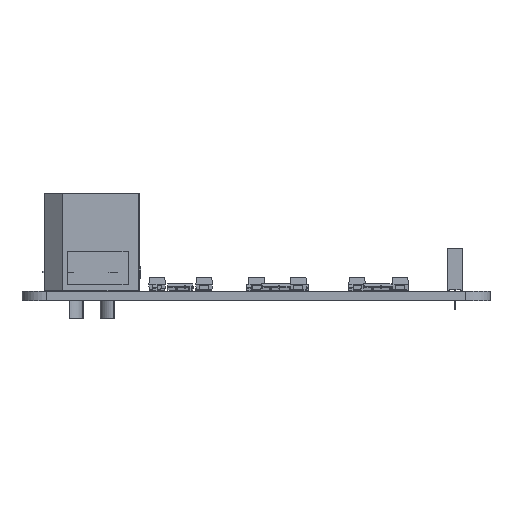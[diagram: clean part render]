
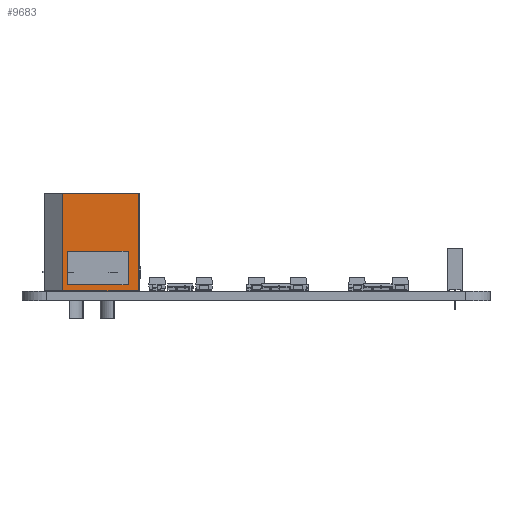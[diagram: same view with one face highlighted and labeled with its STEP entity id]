
A CAD part, left-side view. The second image highlights one B-rep face of the part: STEP entity #9683.
In plain terms, the highlighted face is planar.
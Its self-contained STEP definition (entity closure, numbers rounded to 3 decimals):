
#6423 = VERTEX_POINT('',#6424);
#6424 = CARTESIAN_POINT('',(-0.349,-4.05,6.5));
#6433 = PLANE('',#6434);
#6434 = AXIS2_PLACEMENT_3D('',#6435,#6436,#6437);
#6435 = CARTESIAN_POINT('',(-0.349,-4.05,1.));
#6436 = DIRECTION('',(-1.,0.,0.));
#6437 = DIRECTION('',(0.,0.,1.));
#6445 = PLANE('',#6446);
#6446 = AXIS2_PLACEMENT_3D('',#6447,#6448,#6449);
#6447 = CARTESIAN_POINT('',(-0.349,-4.05,6.5));
#6448 = DIRECTION('',(0.,0.,1.));
#6449 = DIRECTION('',(1.,0.,0.));
#6486 = VERTEX_POINT('',#6487);
#6487 = CARTESIAN_POINT('',(-0.349,-4.05,1.));
#6501 = PLANE('',#6502);
#6502 = AXIS2_PLACEMENT_3D('',#6503,#6504,#6505);
#6503 = CARTESIAN_POINT('',(9.651,-4.05,1.));
#6504 = DIRECTION('',(0.,0.,-1.));
#6505 = DIRECTION('',(-1.,0.,0.));
#6513 = EDGE_CURVE('',#6486,#6423,#6514,.T.);
#6514 = SURFACE_CURVE('',#6515,(#6519,#6526),.PCURVE_S1.);
#6515 = LINE('',#6516,#6517);
#6516 = CARTESIAN_POINT('',(-0.349,-4.05,0.5));
#6517 = VECTOR('',#6518,1.);
#6518 = DIRECTION('',(0.,0.,1.));
#6519 = PCURVE('',#6433,#6520);
#6520 = DEFINITIONAL_REPRESENTATION('',(#6521),#6525);
#6521 = LINE('',#6522,#6523);
#6522 = CARTESIAN_POINT('',(-0.5,0.));
#6523 = VECTOR('',#6524,1.);
#6524 = DIRECTION('',(1.,0.));
#6525 = ( GEOMETRIC_REPRESENTATION_CONTEXT(2) 
PARAMETRIC_REPRESENTATION_CONTEXT() REPRESENTATION_CONTEXT('2D SPACE',''
  ) );
#6526 = PCURVE('',#6527,#6532);
#6527 = PLANE('',#6528);
#6528 = AXIS2_PLACEMENT_3D('',#6529,#6530,#6531);
#6529 = CARTESIAN_POINT('',(-1.15,-4.05,0.));
#6530 = DIRECTION('',(0.,-1.,0.));
#6531 = DIRECTION('',(1.,0.,0.));
#6532 = DEFINITIONAL_REPRESENTATION('',(#6533),#6537);
#6533 = LINE('',#6534,#6535);
#6534 = CARTESIAN_POINT('',(0.801,0.5));
#6535 = VECTOR('',#6536,1.);
#6536 = DIRECTION('',(0.,1.));
#6537 = ( GEOMETRIC_REPRESENTATION_CONTEXT(2) 
PARAMETRIC_REPRESENTATION_CONTEXT() REPRESENTATION_CONTEXT('2D SPACE',''
  ) );
#6567 = VERTEX_POINT('',#6568);
#6568 = CARTESIAN_POINT('',(9.651,-4.05,1.));
#6582 = PLANE('',#6583);
#6583 = AXIS2_PLACEMENT_3D('',#6584,#6585,#6586);
#6584 = CARTESIAN_POINT('',(9.651,-4.05,6.5));
#6585 = DIRECTION('',(1.,0.,0.));
#6586 = DIRECTION('',(0.,0.,-1.));
#6594 = EDGE_CURVE('',#6567,#6486,#6595,.T.);
#6595 = SURFACE_CURVE('',#6596,(#6600,#6607),.PCURVE_S1.);
#6596 = LINE('',#6597,#6598);
#6597 = CARTESIAN_POINT('',(4.25,-4.05,1.));
#6598 = VECTOR('',#6599,1.);
#6599 = DIRECTION('',(-1.,0.,0.));
#6600 = PCURVE('',#6501,#6601);
#6601 = DEFINITIONAL_REPRESENTATION('',(#6602),#6606);
#6602 = LINE('',#6603,#6604);
#6603 = CARTESIAN_POINT('',(5.4,0.));
#6604 = VECTOR('',#6605,1.);
#6605 = DIRECTION('',(1.,0.));
#6606 = ( GEOMETRIC_REPRESENTATION_CONTEXT(2) 
PARAMETRIC_REPRESENTATION_CONTEXT() REPRESENTATION_CONTEXT('2D SPACE',''
  ) );
#6607 = PCURVE('',#6527,#6608);
#6608 = DEFINITIONAL_REPRESENTATION('',(#6609),#6613);
#6609 = LINE('',#6610,#6611);
#6610 = CARTESIAN_POINT('',(5.4,1.));
#6611 = VECTOR('',#6612,1.);
#6612 = DIRECTION('',(-1.,0.));
#6613 = ( GEOMETRIC_REPRESENTATION_CONTEXT(2) 
PARAMETRIC_REPRESENTATION_CONTEXT() REPRESENTATION_CONTEXT('2D SPACE',''
  ) );
#6643 = VERTEX_POINT('',#6644);
#6644 = CARTESIAN_POINT('',(9.651,-4.05,6.5));
#6665 = EDGE_CURVE('',#6643,#6567,#6666,.T.);
#6666 = SURFACE_CURVE('',#6667,(#6671,#6678),.PCURVE_S1.);
#6667 = LINE('',#6668,#6669);
#6668 = CARTESIAN_POINT('',(9.651,-4.05,3.25));
#6669 = VECTOR('',#6670,1.);
#6670 = DIRECTION('',(0.,0.,-1.));
#6671 = PCURVE('',#6582,#6672);
#6672 = DEFINITIONAL_REPRESENTATION('',(#6673),#6677);
#6673 = LINE('',#6674,#6675);
#6674 = CARTESIAN_POINT('',(3.25,0.));
#6675 = VECTOR('',#6676,1.);
#6676 = DIRECTION('',(1.,0.));
#6677 = ( GEOMETRIC_REPRESENTATION_CONTEXT(2) 
PARAMETRIC_REPRESENTATION_CONTEXT() REPRESENTATION_CONTEXT('2D SPACE',''
  ) );
#6678 = PCURVE('',#6527,#6679);
#6679 = DEFINITIONAL_REPRESENTATION('',(#6680),#6684);
#6680 = LINE('',#6681,#6682);
#6681 = CARTESIAN_POINT('',(10.801,3.25));
#6682 = VECTOR('',#6683,1.);
#6683 = DIRECTION('',(0.,-1.));
#6684 = ( GEOMETRIC_REPRESENTATION_CONTEXT(2) 
PARAMETRIC_REPRESENTATION_CONTEXT() REPRESENTATION_CONTEXT('2D SPACE',''
  ) );
#6689 = EDGE_CURVE('',#6423,#6643,#6690,.T.);
#6690 = SURFACE_CURVE('',#6691,(#6695,#6702),.PCURVE_S1.);
#6691 = LINE('',#6692,#6693);
#6692 = CARTESIAN_POINT('',(-0.75,-4.05,6.5));
#6693 = VECTOR('',#6694,1.);
#6694 = DIRECTION('',(1.,0.,0.));
#6695 = PCURVE('',#6445,#6696);
#6696 = DEFINITIONAL_REPRESENTATION('',(#6697),#6701);
#6697 = LINE('',#6698,#6699);
#6698 = CARTESIAN_POINT('',(-0.4,0.));
#6699 = VECTOR('',#6700,1.);
#6700 = DIRECTION('',(1.,0.));
#6701 = ( GEOMETRIC_REPRESENTATION_CONTEXT(2) 
PARAMETRIC_REPRESENTATION_CONTEXT() REPRESENTATION_CONTEXT('2D SPACE',''
  ) );
#6702 = PCURVE('',#6527,#6703);
#6703 = DEFINITIONAL_REPRESENTATION('',(#6704),#6708);
#6704 = LINE('',#6705,#6706);
#6705 = CARTESIAN_POINT('',(0.4,6.5));
#6706 = VECTOR('',#6707,1.);
#6707 = DIRECTION('',(1.,0.));
#6708 = ( GEOMETRIC_REPRESENTATION_CONTEXT(2) 
PARAMETRIC_REPRESENTATION_CONTEXT() REPRESENTATION_CONTEXT('2D SPACE',''
  ) );
#7408 = PLANE('',#7409);
#7409 = AXIS2_PLACEMENT_3D('',#7410,#7411,#7412);
#7410 = CARTESIAN_POINT('',(11.35,-4.05,0.));
#7411 = DIRECTION('',(1.,0.,0.));
#7412 = DIRECTION('',(0.,1.,0.));
#8434 = PLANE('',#8435);
#8435 = AXIS2_PLACEMENT_3D('',#8436,#8437,#8438);
#8436 = CARTESIAN_POINT('',(3.6,0.,0.));
#8437 = DIRECTION('',(0.,0.,1.));
#8438 = DIRECTION('',(1.,0.,0.));
#9445 = PLANE('',#9446);
#9446 = AXIS2_PLACEMENT_3D('',#9447,#9448,#9449);
#9447 = CARTESIAN_POINT('',(3.6,0.,16.));
#9448 = DIRECTION('',(0.,0.,1.));
#9449 = DIRECTION('',(1.,0.,0.));
#9683 = ADVANCED_FACE('',(#9684,#9783),#6527,.T.);
#9684 = FACE_BOUND('',#9685,.T.);
#9685 = EDGE_LOOP('',(#9686,#9711,#9734,#9757));
#9686 = ORIENTED_EDGE('',*,*,#9687,.F.);
#9687 = EDGE_CURVE('',#9688,#9690,#9692,.T.);
#9688 = VERTEX_POINT('',#9689);
#9689 = CARTESIAN_POINT('',(11.35,-4.05,0.));
#9690 = VERTEX_POINT('',#9691);
#9691 = CARTESIAN_POINT('',(-1.15,-4.05,0.));
#9692 = SURFACE_CURVE('',#9693,(#9697,#9704),.PCURVE_S1.);
#9693 = LINE('',#9694,#9695);
#9694 = CARTESIAN_POINT('',(11.35,-4.05,0.));
#9695 = VECTOR('',#9696,1.);
#9696 = DIRECTION('',(-1.,0.,0.));
#9697 = PCURVE('',#6527,#9698);
#9698 = DEFINITIONAL_REPRESENTATION('',(#9699),#9703);
#9699 = LINE('',#9700,#9701);
#9700 = CARTESIAN_POINT('',(12.5,0.));
#9701 = VECTOR('',#9702,1.);
#9702 = DIRECTION('',(-1.,0.));
#9703 = ( GEOMETRIC_REPRESENTATION_CONTEXT(2) 
PARAMETRIC_REPRESENTATION_CONTEXT() REPRESENTATION_CONTEXT('2D SPACE',''
  ) );
#9704 = PCURVE('',#8434,#9705);
#9705 = DEFINITIONAL_REPRESENTATION('',(#9706),#9710);
#9706 = LINE('',#9707,#9708);
#9707 = CARTESIAN_POINT('',(7.75,-4.05));
#9708 = VECTOR('',#9709,1.);
#9709 = DIRECTION('',(-1.,0.));
#9710 = ( GEOMETRIC_REPRESENTATION_CONTEXT(2) 
PARAMETRIC_REPRESENTATION_CONTEXT() REPRESENTATION_CONTEXT('2D SPACE',''
  ) );
#9711 = ORIENTED_EDGE('',*,*,#9712,.T.);
#9712 = EDGE_CURVE('',#9688,#9713,#9715,.T.);
#9713 = VERTEX_POINT('',#9714);
#9714 = CARTESIAN_POINT('',(11.35,-4.05,16.));
#9715 = SURFACE_CURVE('',#9716,(#9720,#9727),.PCURVE_S1.);
#9716 = LINE('',#9717,#9718);
#9717 = CARTESIAN_POINT('',(11.35,-4.05,0.));
#9718 = VECTOR('',#9719,1.);
#9719 = DIRECTION('',(0.,0.,1.));
#9720 = PCURVE('',#6527,#9721);
#9721 = DEFINITIONAL_REPRESENTATION('',(#9722),#9726);
#9722 = LINE('',#9723,#9724);
#9723 = CARTESIAN_POINT('',(12.5,0.));
#9724 = VECTOR('',#9725,1.);
#9725 = DIRECTION('',(0.,1.));
#9726 = ( GEOMETRIC_REPRESENTATION_CONTEXT(2) 
PARAMETRIC_REPRESENTATION_CONTEXT() REPRESENTATION_CONTEXT('2D SPACE',''
  ) );
#9727 = PCURVE('',#7408,#9728);
#9728 = DEFINITIONAL_REPRESENTATION('',(#9729),#9733);
#9729 = LINE('',#9730,#9731);
#9730 = CARTESIAN_POINT('',(0.,0.));
#9731 = VECTOR('',#9732,1.);
#9732 = DIRECTION('',(0.,1.));
#9733 = ( GEOMETRIC_REPRESENTATION_CONTEXT(2) 
PARAMETRIC_REPRESENTATION_CONTEXT() REPRESENTATION_CONTEXT('2D SPACE',''
  ) );
#9734 = ORIENTED_EDGE('',*,*,#9735,.F.);
#9735 = EDGE_CURVE('',#9736,#9713,#9738,.T.);
#9736 = VERTEX_POINT('',#9737);
#9737 = CARTESIAN_POINT('',(-1.15,-4.05,16.));
#9738 = SURFACE_CURVE('',#9739,(#9743,#9750),.PCURVE_S1.);
#9739 = LINE('',#9740,#9741);
#9740 = CARTESIAN_POINT('',(11.35,-4.05,16.));
#9741 = VECTOR('',#9742,1.);
#9742 = DIRECTION('',(1.,0.,0.));
#9743 = PCURVE('',#6527,#9744);
#9744 = DEFINITIONAL_REPRESENTATION('',(#9745),#9749);
#9745 = LINE('',#9746,#9747);
#9746 = CARTESIAN_POINT('',(12.5,16.));
#9747 = VECTOR('',#9748,1.);
#9748 = DIRECTION('',(1.,0.));
#9749 = ( GEOMETRIC_REPRESENTATION_CONTEXT(2) 
PARAMETRIC_REPRESENTATION_CONTEXT() REPRESENTATION_CONTEXT('2D SPACE',''
  ) );
#9750 = PCURVE('',#9445,#9751);
#9751 = DEFINITIONAL_REPRESENTATION('',(#9752),#9756);
#9752 = LINE('',#9753,#9754);
#9753 = CARTESIAN_POINT('',(7.75,-4.05));
#9754 = VECTOR('',#9755,1.);
#9755 = DIRECTION('',(1.,0.));
#9756 = ( GEOMETRIC_REPRESENTATION_CONTEXT(2) 
PARAMETRIC_REPRESENTATION_CONTEXT() REPRESENTATION_CONTEXT('2D SPACE',''
  ) );
#9757 = ORIENTED_EDGE('',*,*,#9758,.F.);
#9758 = EDGE_CURVE('',#9690,#9736,#9759,.T.);
#9759 = SURFACE_CURVE('',#9760,(#9764,#9771),.PCURVE_S1.);
#9760 = LINE('',#9761,#9762);
#9761 = CARTESIAN_POINT('',(-1.15,-4.05,0.));
#9762 = VECTOR('',#9763,1.);
#9763 = DIRECTION('',(0.,0.,1.));
#9764 = PCURVE('',#6527,#9765);
#9765 = DEFINITIONAL_REPRESENTATION('',(#9766),#9770);
#9766 = LINE('',#9767,#9768);
#9767 = CARTESIAN_POINT('',(0.,0.));
#9768 = VECTOR('',#9769,1.);
#9769 = DIRECTION('',(0.,1.));
#9770 = ( GEOMETRIC_REPRESENTATION_CONTEXT(2) 
PARAMETRIC_REPRESENTATION_CONTEXT() REPRESENTATION_CONTEXT('2D SPACE',''
  ) );
#9771 = PCURVE('',#9772,#9777);
#9772 = PLANE('',#9773);
#9773 = AXIS2_PLACEMENT_3D('',#9774,#9775,#9776);
#9774 = CARTESIAN_POINT('',(-4.15,-1.55,0.));
#9775 = DIRECTION('',(-0.64,-0.768,0.));
#9776 = DIRECTION('',(0.768,-0.64,0.));
#9777 = DEFINITIONAL_REPRESENTATION('',(#9778),#9782);
#9778 = LINE('',#9779,#9780);
#9779 = CARTESIAN_POINT('',(3.905,0.));
#9780 = VECTOR('',#9781,1.);
#9781 = DIRECTION('',(0.,1.));
#9782 = ( GEOMETRIC_REPRESENTATION_CONTEXT(2) 
PARAMETRIC_REPRESENTATION_CONTEXT() REPRESENTATION_CONTEXT('2D SPACE',''
  ) );
#9783 = FACE_BOUND('',#9784,.T.);
#9784 = EDGE_LOOP('',(#9785,#9786,#9787,#9788));
#9785 = ORIENTED_EDGE('',*,*,#6513,.T.);
#9786 = ORIENTED_EDGE('',*,*,#6689,.T.);
#9787 = ORIENTED_EDGE('',*,*,#6665,.T.);
#9788 = ORIENTED_EDGE('',*,*,#6594,.T.);
